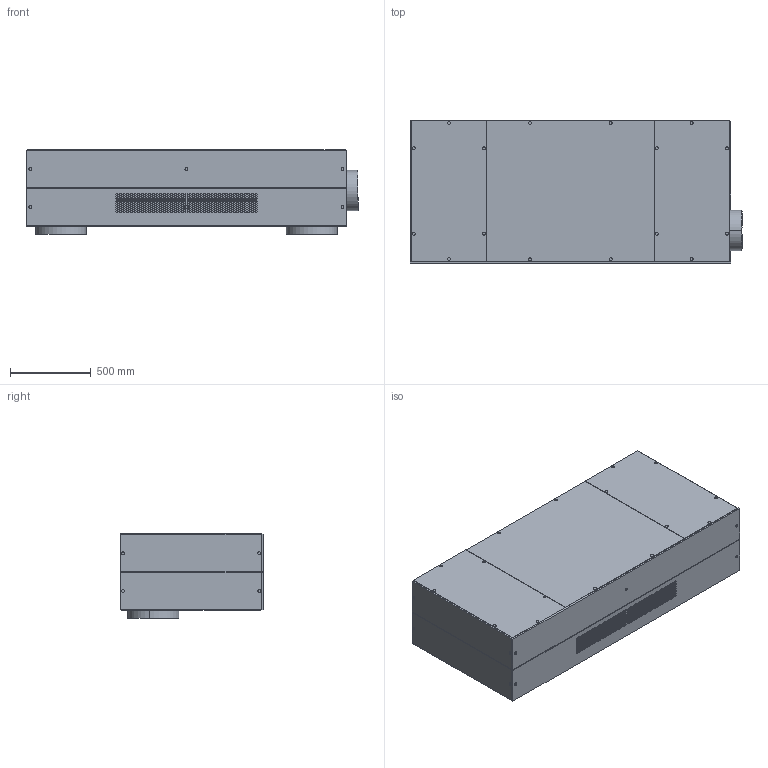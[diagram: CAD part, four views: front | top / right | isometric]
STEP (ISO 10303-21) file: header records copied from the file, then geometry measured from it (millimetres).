
FILE_DESCRIPTION(('Creo Elements/Direct Modeling STEP Export'),'2;1');
FILE_NAME('X900HD-K2.stp','2019-05-28T14:49:00',(''),(''),'PTC Creo Elements/Direct Modeling STEP processor for AP214 (Solid Model)','PTC Creo Elements/Direct Modeling 19.0C 15-Aug-2015 (C) Parametric Technology GmbH','');
FILE_SCHEMA(('AUTOMOTIVE_DESIGN { 1 0 10303 214 1 1 1 1 }'));
Products named in the file (2): X900HD-K2
Assembly tree (1 placements, depth 2):
  X900HD-K2
    X900HD-K2
Bounding box: 2053 x 880 x 523.5 mm (x, y, z)
Volume: 820735812.2 mm3; surface area: 6590512.7 mm2
Topology: 1 solids, 1 shells, 5096 faces, 13007 edges, 8669 vertices
Faces by surface type: plane 5011, cylinder 85
Entity records: 150291 total; most frequent: CARTESIAN_POINT 26647, ORIENTED_EDGE 26014, DIRECTION 23147, EDGE_CURVE 13007, VECTOR 12809, LINE 12809, VERTEX_POINT 8669, EDGE_LOOP 5856
